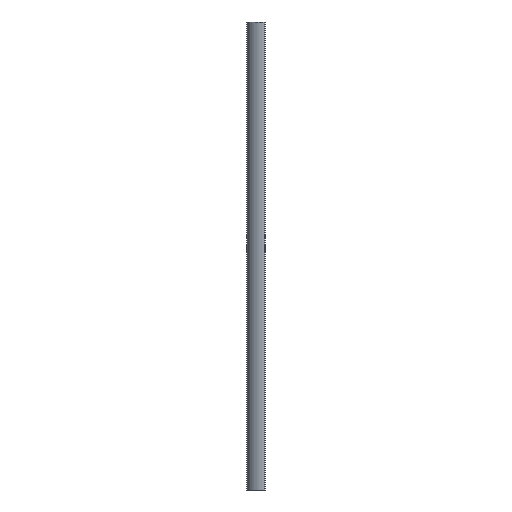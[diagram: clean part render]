
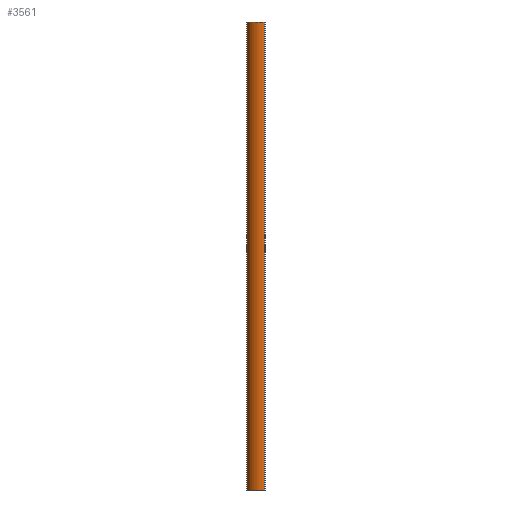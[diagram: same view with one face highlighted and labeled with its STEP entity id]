
A CAD part, left-side view. The second image highlights one B-rep face of the part: STEP entity #3561.
In plain terms, the highlighted cylindrical face has radius 33.679 mm (diameter 67.357 mm), a partial arc.
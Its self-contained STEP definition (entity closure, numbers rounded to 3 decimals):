
#266=FACE_OUTER_BOUND($,#444,.T.);
#444=EDGE_LOOP($,(#2876,#2877,#2878,#2879));
#776=LINE($,#6011,#1116);
#777=LINE($,#6017,#1117);
#1116=VECTOR($,#4936,1000.);
#1117=VECTOR($,#4943,1000.);
#1328=CIRCLE($,#3921,33.679);
#1329=CIRCLE($,#3922,33.679);
#1666=VERTEX_POINT($,#6007);
#1667=VERTEX_POINT($,#6009);
#1668=VERTEX_POINT($,#6013);
#1669=VERTEX_POINT($,#6015);
#2182=EDGE_CURVE($,#1666,#1667,#776,.T.);
#2183=EDGE_CURVE($,#1668,#1666,#1328,.T.);
#2184=EDGE_CURVE($,#1669,#1667,#1329,.T.);
#2185=EDGE_CURVE($,#1668,#1669,#777,.T.);
#2876=ORIENTED_EDGE($,*,*,#2183,.T.);
#2877=ORIENTED_EDGE($,*,*,#2182,.T.);
#2878=ORIENTED_EDGE($,*,*,#2184,.F.);
#2879=ORIENTED_EDGE($,*,*,#2185,.F.);
#3392=CYLINDRICAL_SURFACE($,#3920,33.679);
#3561=ADVANCED_FACE($,(#266),#3392,.T.);
#3920=AXIS2_PLACEMENT_3D($,#6012,#4937,#4938);
#3921=AXIS2_PLACEMENT_3D($,#6014,#4939,#4940);
#3922=AXIS2_PLACEMENT_3D($,#6016,#4941,#4942);
#4936=DIRECTION($,(0.,0.,1.));
#4937=DIRECTION('center_axis',(0.,0.,1.));
#4938=DIRECTION('ref_axis',(0.118,0.993,0.));
#4939=DIRECTION('center_axis',(0.,0.,1.));
#4940=DIRECTION('ref_axis',(0.118,0.993,0.));
#4941=DIRECTION('center_axis',(0.,0.,1.));
#4942=DIRECTION('ref_axis',(0.118,0.993,0.));
#4943=DIRECTION($,(0.,0.,1.));
#6007=CARTESIAN_POINT('',(-19.965,-17.254,0.));
#6009=CARTESIAN_POINT('',(-19.965,-17.254,1000.));
#6011=CARTESIAN_POINT($,(-19.965,-17.254,0.));
#6012=CARTESIAN_POINT('Origin',(13.479,-13.279,0.));
#6013=CARTESIAN_POINT('',(17.454,20.165,0.));
#6014=CARTESIAN_POINT('Origin',(13.479,-13.279,0.));
#6015=CARTESIAN_POINT('',(17.454,20.165,1000.));
#6016=CARTESIAN_POINT('Origin',(13.479,-13.279,1000.));
#6017=CARTESIAN_POINT($,(17.454,20.165,0.));
